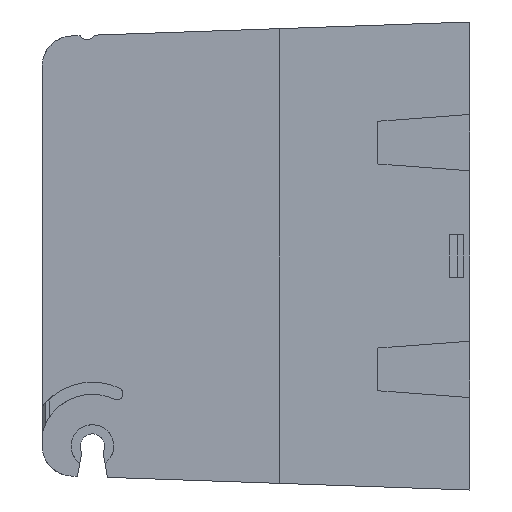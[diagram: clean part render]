
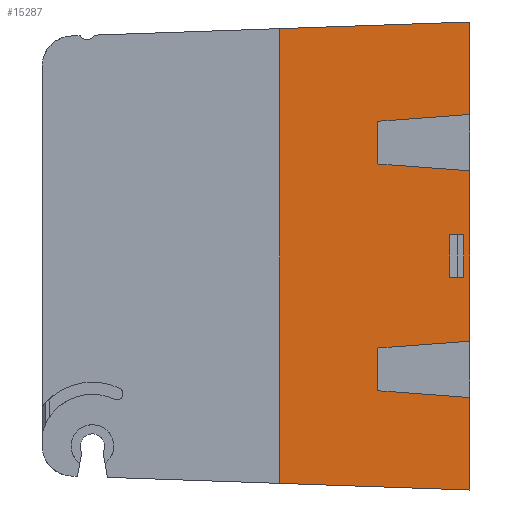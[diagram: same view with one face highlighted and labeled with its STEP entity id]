
A CAD part, left-side view. The second image highlights one B-rep face of the part: STEP entity #15287.
In plain terms, the highlighted planar face has unit normal (-1, 0, 0).
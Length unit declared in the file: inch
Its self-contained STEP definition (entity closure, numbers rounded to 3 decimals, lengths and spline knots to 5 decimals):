
#27 = VECTOR ( 'NONE', #14222, 39.37008 ) ;
#63 = ORIENTED_EDGE ( 'NONE', *, *, #12372, .F. ) ;
#228 = ORIENTED_EDGE ( 'NONE', *, *, #12746, .F. ) ;
#322 = ORIENTED_EDGE ( 'NONE', *, *, #12902, .T. ) ;
#371 = ORIENTED_EDGE ( 'NONE', *, *, #19164, .T. ) ;
#469 = ORIENTED_EDGE ( 'NONE', *, *, #5433, .F. ) ;
#733 = ORIENTED_EDGE ( 'NONE', *, *, #13471, .T. ) ;
#796 = ORIENTED_EDGE ( 'NONE', *, *, #16259, .F. ) ;
#820 = ORIENTED_EDGE ( 'NONE', *, *, #22024, .F. ) ;
#956 = ORIENTED_EDGE ( 'NONE', *, *, #13705, .F. ) ;
#1085 = ORIENTED_EDGE ( 'NONE', *, *, #14006, .F. ) ;
#1253 = ORIENTED_EDGE ( 'NONE', *, *, #14183, .T. ) ;
#1405 = ORIENTED_EDGE ( 'NONE', *, *, #5777, .F. ) ;
#1411 = DIRECTION ( 'NONE',  ( 0., -0.997, -0.074 ) ) ;
#1433 = ORIENTED_EDGE ( 'NONE', *, *, #8531, .F. ) ;
#1537 = ORIENTED_EDGE ( 'NONE', *, *, #14891, .T. ) ;
#1650 = ORIENTED_EDGE ( 'NONE', *, *, #15215, .T. ) ;
#1656 = CARTESIAN_POINT ( 'NONE',  ( -0.465, 0.62245, -0.88387 ) ) ;
#1897 = DIRECTION ( 'NONE',  ( 0., 0., 1. ) ) ;
#2104 = VECTOR ( 'NONE', #6520, 39.37008 ) ;
#2204 = VERTEX_POINT ( 'NONE', #21985 ) ;
#2338 = LINE ( 'NONE', #19879, #2104 ) ;
#2702 = DIRECTION ( 'NONE',  ( 0., -0.997, 0.074 ) ) ;
#2906 = VERTEX_POINT ( 'NONE', #4470 ) ;
#3038 = CARTESIAN_POINT ( 'NONE',  ( -0.465, 0., -0.56 ) ) ;
#3530 = EDGE_LOOP ( 'NONE', ( #24866, #63, #228, #322, #371, #469, #733, #796, #820, #956, #1085, #1253 ) ) ;
#3758 = VERTEX_POINT ( 'NONE', #19296 ) ;
#3867 = DIRECTION ( 'NONE',  ( 0., 0.999, 0.035 ) ) ;
#4037 = VERTEX_POINT ( 'NONE', #11817 ) ;
#4470 = CARTESIAN_POINT ( 'NONE',  ( -0.465, 0.04, 0.14 ) ) ;
#4612 = DIRECTION ( 'NONE',  ( 0., -1., 0. ) ) ;
#4667 = VERTEX_POINT ( 'NONE', #12500 ) ;
#4779 = CARTESIAN_POINT ( 'NONE',  ( -0.465, 0.133, -0.14 ) ) ;
#5081 = CARTESIAN_POINT ( 'NONE',  ( -0.465, 0., -0.93 ) ) ;
#5188 = FACE_BOUND ( 'NONE', #11788, .T. ) ;
#5433 = EDGE_CURVE ( 'NONE', #6792, #5850, #14088, .T. ) ;
#5560 = VECTOR ( 'NONE', #4612, 39.37008 ) ;
#5584 = LINE ( 'NONE', #4779, #5560 ) ;
#5743 = LINE ( 'NONE', #18151, #21375 ) ;
#5766 = AXIS2_PLACEMENT_3D ( 'NONE', #15715, #14919, #14871 ) ;
#5777 = EDGE_CURVE ( 'NONE', #4037, #2906, #12944, .T. ) ;
#5850 = VERTEX_POINT ( 'NONE', #17984 ) ;
#6218 = VERTEX_POINT ( 'NONE', #6227 ) ;
#6227 = CARTESIAN_POINT ( 'NONE',  ( -0.465, 0.604, 0.88523 ) ) ;
#6520 = DIRECTION ( 'NONE',  ( 0., 0., 1. ) ) ;
#6792 = VERTEX_POINT ( 'NONE', #9106 ) ;
#6994 = CARTESIAN_POINT ( 'NONE',  ( -0.465, 0.04, -0.14 ) ) ;
#7182 = VERTEX_POINT ( 'NONE', #18083 ) ;
#7217 = DIRECTION ( 'NONE',  ( 0., 0., 1. ) ) ;
#7246 = CARTESIAN_POINT ( 'NONE',  ( -0.465, 0.133, -0.14 ) ) ;
#7291 = VECTOR ( 'NONE', #7217, 39.37008 ) ;
#7320 = LINE ( 'NONE', #7246, #7291 ) ;
#7514 = VERTEX_POINT ( 'NONE', #18502 ) ;
#8076 = CARTESIAN_POINT ( 'NONE',  ( -0.465, 0.604, 0.56 ) ) ;
#8113 = DIRECTION ( 'NONE',  ( 0., 0., 1. ) ) ;
#8531 = EDGE_CURVE ( 'NONE', #3758, #4037, #5584, .T. ) ;
#8618 = VERTEX_POINT ( 'NONE', #24247 ) ;
#9106 = CARTESIAN_POINT ( 'NONE',  ( -0.465, 0., 1.53756 ) ) ;
#9286 = CARTESIAN_POINT ( 'NONE',  ( -0.465, 0.604, 0.60477 ) ) ;
#9712 = DIRECTION ( 'NONE',  ( 0., 0., -1. ) ) ;
#9957 = CARTESIAN_POINT ( 'NONE',  ( -0.465, 0., 1.4375 ) ) ;
#10039 = VECTOR ( 'NONE', #20186, 39.37008 ) ;
#10300 = LINE ( 'NONE', #12455, #10039 ) ;
#10324 = VECTOR ( 'NONE', #15800, 39.37008 ) ;
#10635 = CARTESIAN_POINT ( 'NONE',  ( -0.465, 0., 1.4375 ) ) ;
#10671 = DIRECTION ( 'NONE',  ( 0., 0., -1. ) ) ;
#10756 = LINE ( 'NONE', #16980, #10324 ) ;
#11038 = VERTEX_POINT ( 'NONE', #9286 ) ;
#11547 = VECTOR ( 'NONE', #1411, 39.37008 ) ;
#11620 = LINE ( 'NONE', #1656, #11547 ) ;
#11788 = EDGE_LOOP ( 'NONE', ( #1405, #1433, #1537, #1650 ) ) ;
#11817 = CARTESIAN_POINT ( 'NONE',  ( -0.465, 0.04, -0.14 ) ) ;
#12205 = EDGE_CURVE ( 'NONE', #8618, #7514, #13762, .T. ) ;
#12372 = EDGE_CURVE ( 'NONE', #24199, #7514, #18682, .T. ) ;
#12455 = CARTESIAN_POINT ( 'NONE',  ( -0.465, 0., 0.93 ) ) ;
#12500 = CARTESIAN_POINT ( 'NONE',  ( -0.465, 1.25, 1.49391 ) ) ;
#12746 = EDGE_CURVE ( 'NONE', #11038, #24199, #17077, .T. ) ;
#12902 = EDGE_CURVE ( 'NONE', #11038, #6218, #16774, .T. ) ;
#12909 = VECTOR ( 'NONE', #1897, 39.37008 ) ;
#12944 = LINE ( 'NONE', #6994, #12909 ) ;
#13449 = VECTOR ( 'NONE', #10671, 39.37008 ) ;
#13471 = EDGE_CURVE ( 'NONE', #6792, #4667, #14446, .T. ) ;
#13561 = LINE ( 'NONE', #10635, #13449 ) ;
#13705 = EDGE_CURVE ( 'NONE', #21699, #7182, #13561, .T. ) ;
#13762 = LINE ( 'NONE', #3038, #18804 ) ;
#13911 = CARTESIAN_POINT ( 'NONE',  ( -0.465, 1.1485, 1.49745 ) ) ;
#13917 = VECTOR ( 'NONE', #9712, 39.37008 ) ;
#13936 = DIRECTION ( 'NONE',  ( 0., 0.999, -0.035 ) ) ;
#14006 = EDGE_CURVE ( 'NONE', #16522, #21699, #11620, .T. ) ;
#14088 = LINE ( 'NONE', #9957, #13917 ) ;
#14183 = EDGE_CURVE ( 'NONE', #16522, #8618, #10756, .T. ) ;
#14222 = DIRECTION ( 'NONE',  ( 0., -0.997, -0.074 ) ) ;
#14446 = LINE ( 'NONE', #13911, #14709 ) ;
#14709 = VECTOR ( 'NONE', #13936, 39.37008 ) ;
#14871 = DIRECTION ( 'NONE',  ( 0., 0., 1. ) ) ;
#14891 = EDGE_CURVE ( 'NONE', #3758, #2204, #7320, .T. ) ;
#14919 = DIRECTION ( 'NONE',  ( -1., 0., 0. ) ) ;
#14976 = CARTESIAN_POINT ( 'NONE',  ( -0.465, 0.51262, 0.59799 ) ) ;
#15108 = PLANE ( 'NONE',  #5766 ) ;
#15215 = EDGE_CURVE ( 'NONE', #2204, #2906, #5743, .T. ) ;
#15287 = ADVANCED_FACE ( 'NONE', ( #19191, #5188 ), #15108, .T. ) ;
#15715 = CARTESIAN_POINT ( 'NONE',  ( -0.465, 0.594, -0.5 ) ) ;
#15800 = DIRECTION ( 'NONE',  ( 0., 0., 1. ) ) ;
#16259 = EDGE_CURVE ( 'NONE', #17778, #4667, #2338, .T. ) ;
#16522 = VERTEX_POINT ( 'NONE', #18959 ) ;
#16732 = VECTOR ( 'NONE', #8113, 39.37008 ) ;
#16774 = LINE ( 'NONE', #8076, #16732 ) ;
#16980 = CARTESIAN_POINT ( 'NONE',  ( -0.465, 0.604, -0.56 ) ) ;
#17077 = LINE ( 'NONE', #14976, #27 ) ;
#17778 = VERTEX_POINT ( 'NONE', #19731 ) ;
#17984 = CARTESIAN_POINT ( 'NONE',  ( -0.465, 0., 0.93 ) ) ;
#18083 = CARTESIAN_POINT ( 'NONE',  ( -0.465, 0., -1.53756 ) ) ;
#18151 = CARTESIAN_POINT ( 'NONE',  ( -0.465, 0.133, 0.14 ) ) ;
#18489 = VECTOR ( 'NONE', #24800, 39.37008 ) ;
#18502 = CARTESIAN_POINT ( 'NONE',  ( -0.465, 0., -0.56 ) ) ;
#18682 = LINE ( 'NONE', #24624, #18489 ) ;
#18804 = VECTOR ( 'NONE', #2702, 39.37008 ) ;
#18959 = CARTESIAN_POINT ( 'NONE',  ( -0.465, 0.604, -0.88523 ) ) ;
#19164 = EDGE_CURVE ( 'NONE', #6218, #5850, #10300, .T. ) ;
#19191 = FACE_OUTER_BOUND ( 'NONE', #3530, .T. ) ;
#19296 = CARTESIAN_POINT ( 'NONE',  ( -0.465, 0.133, -0.14 ) ) ;
#19391 = CARTESIAN_POINT ( 'NONE',  ( -0.465, 1.1485, -1.49745 ) ) ;
#19731 = CARTESIAN_POINT ( 'NONE',  ( -0.465, 1.25, -1.49391 ) ) ;
#19879 = CARTESIAN_POINT ( 'NONE',  ( -0.465, 1.25, -0.5 ) ) ;
#20186 = DIRECTION ( 'NONE',  ( 0., -0.997, 0.074 ) ) ;
#21375 = VECTOR ( 'NONE', #23635, 39.37008 ) ;
#21699 = VERTEX_POINT ( 'NONE', #5081 ) ;
#21985 = CARTESIAN_POINT ( 'NONE',  ( -0.465, 0.133, 0.14 ) ) ;
#22024 = EDGE_CURVE ( 'NONE', #7182, #17778, #22304, .T. ) ;
#22304 = LINE ( 'NONE', #19391, #22688 ) ;
#22688 = VECTOR ( 'NONE', #3867, 39.37008 ) ;
#23635 = DIRECTION ( 'NONE',  ( 0., -1., 0. ) ) ;
#24199 = VERTEX_POINT ( 'NONE', #24469 ) ;
#24247 = CARTESIAN_POINT ( 'NONE',  ( -0.465, 0.604, -0.60477 ) ) ;
#24469 = CARTESIAN_POINT ( 'NONE',  ( -0.465, 0., 0.56 ) ) ;
#24624 = CARTESIAN_POINT ( 'NONE',  ( -0.465, 0., 1.4375 ) ) ;
#24800 = DIRECTION ( 'NONE',  ( 0., 0., -1. ) ) ;
#24866 = ORIENTED_EDGE ( 'NONE', *, *, #12205, .T. ) ;
